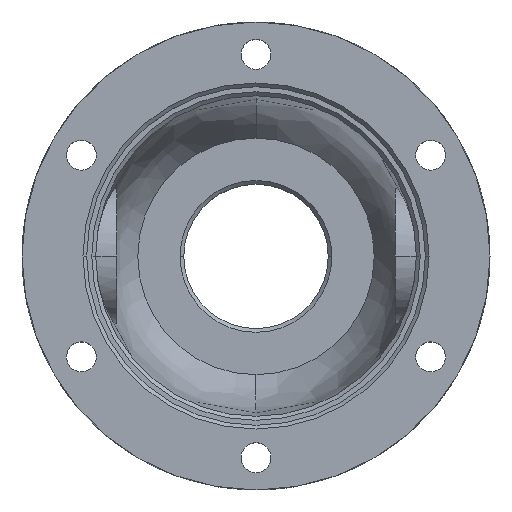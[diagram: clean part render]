
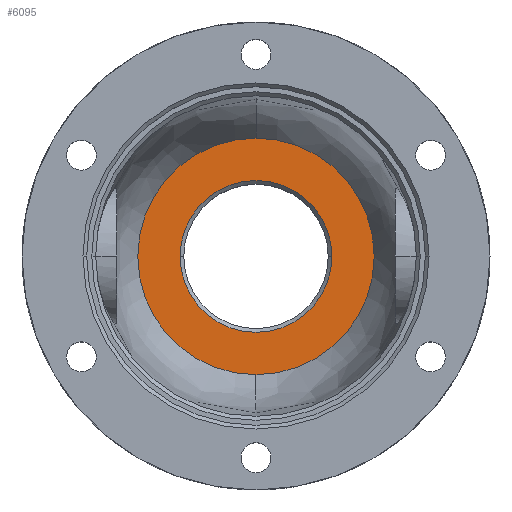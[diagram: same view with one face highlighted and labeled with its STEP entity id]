
A CAD part, top view. The second image highlights one B-rep face of the part: STEP entity #6095.
In plain terms, the highlighted planar face has unit normal (0, 0, 1).
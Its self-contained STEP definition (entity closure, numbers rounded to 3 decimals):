
#3 = DIRECTION ( 'NONE',  ( 0., 0., 1. ) ) ;
#264 = EDGE_CURVE ( 'NONE', #9478, #2761, #3330, .T. ) ;
#481 = EDGE_CURVE ( 'NONE', #520, #9102, #12861, .T. ) ;
#520 = VERTEX_POINT ( 'NONE', #3431 ) ;
#1001 = CARTESIAN_POINT ( 'NONE',  ( 15.25, 0., -46.5 ) ) ;
#1018 = CARTESIAN_POINT ( 'NONE',  ( 0., 0., -46.5 ) ) ;
#1264 = AXIS2_PLACEMENT_3D ( 'NONE', #2919, #11795, #12919 ) ;
#1976 = CIRCLE ( 'NONE', #12335, 15.25 ) ;
#1997 = PLANE ( 'NONE',  #3387 ) ;
#2082 = CARTESIAN_POINT ( 'NONE',  ( 0., 0., -46.5 ) ) ;
#2355 = EDGE_LOOP ( 'NONE', ( #13068, #9644 ) ) ;
#2761 = VERTEX_POINT ( 'NONE', #10720 ) ;
#2919 = CARTESIAN_POINT ( 'NONE',  ( 0., 0., -46.5 ) ) ;
#3330 = CIRCLE ( 'NONE', #7778, 15.25 ) ;
#3387 = AXIS2_PLACEMENT_3D ( 'NONE', #9081, #3, #4046 ) ;
#3431 = CARTESIAN_POINT ( 'NONE',  ( 0., -23.75, -46.5 ) ) ;
#4046 = DIRECTION ( 'NONE',  ( 1., 0., 0. ) ) ;
#4928 = EDGE_LOOP ( 'NONE', ( #8065, #9480 ) ) ;
#5045 = DIRECTION ( 'NONE',  ( 1., 0., 0. ) ) ;
#5832 = DIRECTION ( 'NONE',  ( 0., 0., 1. ) ) ;
#6095 = ADVANCED_FACE ( 'NONE', ( #9017, #11079 ), #1997, .T. ) ;
#6901 = DIRECTION ( 'NONE',  ( 1., 0., 0. ) ) ;
#7173 = DIRECTION ( 'NONE',  ( 0., 0., -1. ) ) ;
#7778 = AXIS2_PLACEMENT_3D ( 'NONE', #2082, #7173, #8107 ) ;
#8065 = ORIENTED_EDGE ( 'NONE', *, *, #264, .T. ) ;
#8107 = DIRECTION ( 'NONE',  ( 1., 0., 0. ) ) ;
#8245 = CARTESIAN_POINT ( 'NONE',  ( 0., 23.75, -46.5 ) ) ;
#8821 = CARTESIAN_POINT ( 'NONE',  ( 0., 0., -46.5 ) ) ;
#9017 = FACE_BOUND ( 'NONE', #4928, .T. ) ;
#9081 = CARTESIAN_POINT ( 'NONE',  ( 0., 23.75, -46.5 ) ) ;
#9102 = VERTEX_POINT ( 'NONE', #8245 ) ;
#9156 = DIRECTION ( 'NONE',  ( 0., 0., -1. ) ) ;
#9392 = EDGE_CURVE ( 'NONE', #9102, #520, #11433, .T. ) ;
#9478 = VERTEX_POINT ( 'NONE', #1001 ) ;
#9480 = ORIENTED_EDGE ( 'NONE', *, *, #11914, .T. ) ;
#9644 = ORIENTED_EDGE ( 'NONE', *, *, #481, .T. ) ;
#9688 = AXIS2_PLACEMENT_3D ( 'NONE', #8821, #5832, #6901 ) ;
#10720 = CARTESIAN_POINT ( 'NONE',  ( -15.25, 0., -46.5 ) ) ;
#11079 = FACE_OUTER_BOUND ( 'NONE', #2355, .T. ) ;
#11433 = CIRCLE ( 'NONE', #1264, 23.75 ) ;
#11795 = DIRECTION ( 'NONE',  ( 0., 0., 1. ) ) ;
#11914 = EDGE_CURVE ( 'NONE', #2761, #9478, #1976, .T. ) ;
#12335 = AXIS2_PLACEMENT_3D ( 'NONE', #1018, #9156, #5045 ) ;
#12861 = CIRCLE ( 'NONE', #9688, 23.75 ) ;
#12919 = DIRECTION ( 'NONE',  ( 1., 0., 0. ) ) ;
#13068 = ORIENTED_EDGE ( 'NONE', *, *, #9392, .T. ) ;
